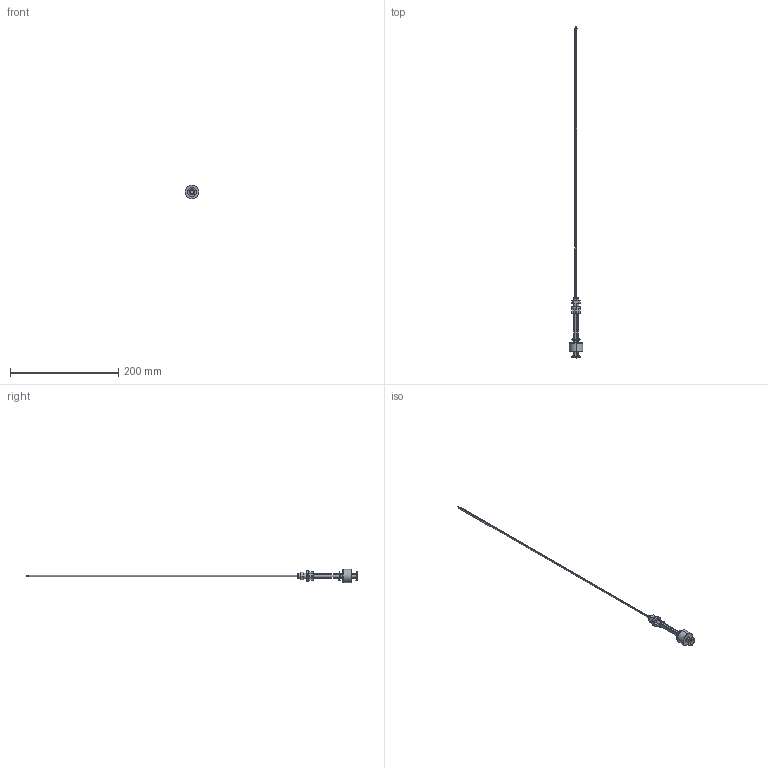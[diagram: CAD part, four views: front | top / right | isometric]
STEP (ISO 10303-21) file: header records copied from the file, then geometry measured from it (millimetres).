
FILE_DESCRIPTION (( 'STEP AP214' ), '1' );
FILE_NAME ('P005AC-100.STEP', '2020-02-03T12:06:11', ( '' ), ( '' ), 'SwSTEP 2.0', 'SolidWorks 2019', '' );
FILE_SCHEMA (( 'AUTOMOTIVE_DESIGN' ));
Length unit declared in the file: millimetre
Products named in the file (1): P005AC-100
Bounding box: 25 x 613 x 25 mm (x, y, z)
Surface area: 13891.9 mm2 (no closed solid volume)
Topology: 0 solids, 22 shells, 121 faces, 715 edges, 592 vertices
Faces by surface type: plane 67, cylinder 47, torus 4, cone 2, bspline 1
Entity records: 9449 total; most frequent: CARTESIAN_POINT 2974, DIRECTION 960, ORIENTED_EDGE 911, EDGE_CURVE 715, VERTEX_POINT 592, VECTOR 434, LINE 434, AXIS2_PLACEMENT_3D 263
